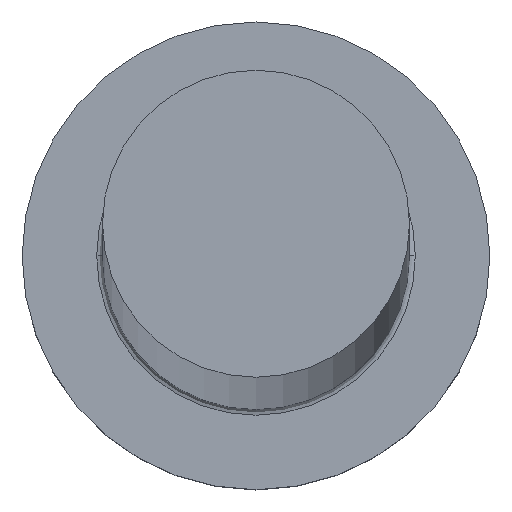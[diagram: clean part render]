
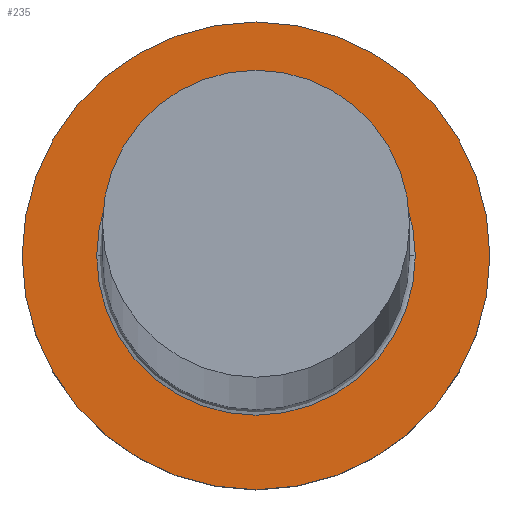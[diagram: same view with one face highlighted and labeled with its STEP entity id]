
A CAD part, top view. The second image highlights one B-rep face of the part: STEP entity #235.
In plain terms, the highlighted planar face has unit normal (0, 0, 1).
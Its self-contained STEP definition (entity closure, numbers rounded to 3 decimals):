
#5 = ORIENTED_EDGE ( 'NONE', *, *, #13, .T. ) ;
#12 = DIRECTION ( 'NONE',  ( 1., 0., 0. ) ) ;
#13 = EDGE_CURVE ( 'NONE', #129, #184, #232, .T. ) ;
#18 = DIRECTION ( 'NONE',  ( 0., 0., 1. ) ) ;
#19 = AXIS2_PLACEMENT_3D ( 'NONE', #294, #82, #12 ) ;
#24 = AXIS2_PLACEMENT_3D ( 'NONE', #178, #38, #272 ) ;
#26 = AXIS2_PLACEMENT_3D ( 'NONE', #230, #18, #199 ) ;
#36 = VERTEX_POINT ( 'NONE', #206 ) ;
#38 = DIRECTION ( 'NONE',  ( 0., 0., -1. ) ) ;
#81 = EDGE_CURVE ( 'NONE', #214, #36, #180, .T. ) ;
#82 = DIRECTION ( 'NONE',  ( 0., 0., 1. ) ) ;
#86 = EDGE_CURVE ( 'NONE', #36, #214, #168, .T. ) ;
#94 = CARTESIAN_POINT ( 'NONE',  ( 8., 0., 5. ) ) ;
#98 = EDGE_LOOP ( 'NONE', ( #134, #276 ) ) ;
#107 = DIRECTION ( 'NONE',  ( 1., 0., 0. ) ) ;
#108 = CARTESIAN_POINT ( 'NONE',  ( 0., 0., 5. ) ) ;
#119 = FACE_OUTER_BOUND ( 'NONE', #98, .T. ) ;
#129 = VERTEX_POINT ( 'NONE', #163 ) ;
#134 = ORIENTED_EDGE ( 'NONE', *, *, #86, .T. ) ;
#142 = CIRCLE ( 'NONE', #280, 5.45 ) ;
#163 = CARTESIAN_POINT ( 'NONE',  ( -5.45, 0., 5. ) ) ;
#168 = CIRCLE ( 'NONE', #19, 8. ) ;
#178 = CARTESIAN_POINT ( 'NONE',  ( 0., 0., 5. ) ) ;
#180 = CIRCLE ( 'NONE', #221, 8. ) ;
#182 = EDGE_CURVE ( 'NONE', #184, #129, #142, .T. ) ;
#184 = VERTEX_POINT ( 'NONE', #281 ) ;
#187 = PLANE ( 'NONE',  #26 ) ;
#194 = DIRECTION ( 'NONE',  ( 1., 0., 0. ) ) ;
#199 = DIRECTION ( 'NONE',  ( 1., 0., 0. ) ) ;
#203 = DIRECTION ( 'NONE',  ( 0., 0., 1. ) ) ;
#206 = CARTESIAN_POINT ( 'NONE',  ( -8., 0., 5. ) ) ;
#214 = VERTEX_POINT ( 'NONE', #94 ) ;
#221 = AXIS2_PLACEMENT_3D ( 'NONE', #108, #203, #107 ) ;
#230 = CARTESIAN_POINT ( 'NONE',  ( 0., 0., 5. ) ) ;
#231 = DIRECTION ( 'NONE',  ( 0., 0., -1. ) ) ;
#232 = CIRCLE ( 'NONE', #24, 5.45 ) ;
#234 = FACE_BOUND ( 'NONE', #266, .T. ) ;
#235 = ADVANCED_FACE ( 'NONE', ( #234, #119 ), #187, .T. ) ;
#260 = CARTESIAN_POINT ( 'NONE',  ( 0., 0., 5. ) ) ;
#266 = EDGE_LOOP ( 'NONE', ( #270, #5 ) ) ;
#270 = ORIENTED_EDGE ( 'NONE', *, *, #182, .T. ) ;
#272 = DIRECTION ( 'NONE',  ( 1., 0., 0. ) ) ;
#276 = ORIENTED_EDGE ( 'NONE', *, *, #81, .T. ) ;
#280 = AXIS2_PLACEMENT_3D ( 'NONE', #260, #231, #194 ) ;
#281 = CARTESIAN_POINT ( 'NONE',  ( 5.45, 0., 5. ) ) ;
#294 = CARTESIAN_POINT ( 'NONE',  ( 0., 0., 5. ) ) ;
